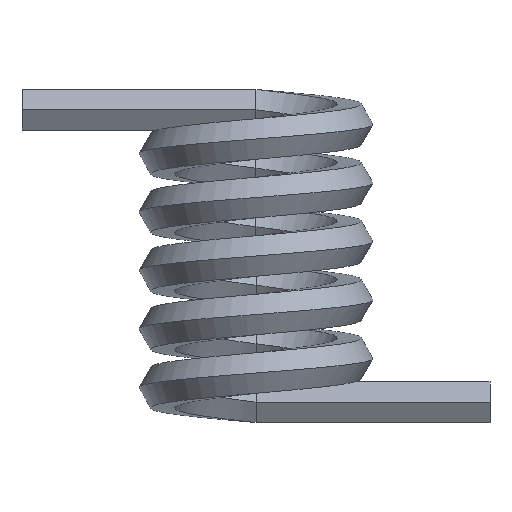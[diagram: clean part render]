
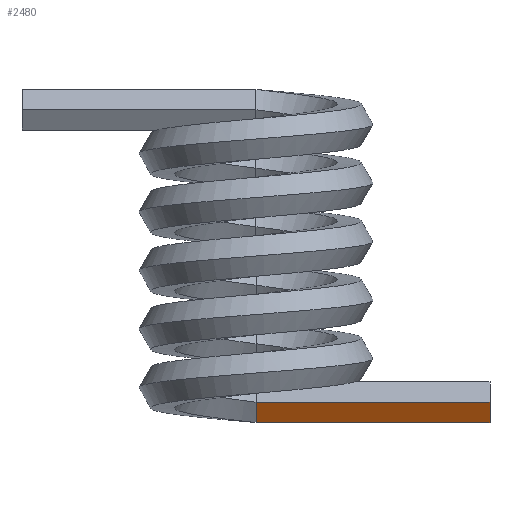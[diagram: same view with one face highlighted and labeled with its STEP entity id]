
A CAD part, left-side view. The second image highlights one B-rep face of the part: STEP entity #2480.
In plain terms, the highlighted planar face has unit normal (-0.866, 0, -0.5).
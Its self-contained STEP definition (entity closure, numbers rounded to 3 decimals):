
#665 = PLANE('',#666);
#666 = AXIS2_PLACEMENT_3D('',#667,#668,#669);
#667 = CARTESIAN_POINT('',(0.8,-2.,0.));
#668 = DIRECTION('',(0.,-1.,0.));
#669 = DIRECTION('',(0.,0.,1.));
#689 = PLANE('',#690);
#690 = AXIS2_PLACEMENT_3D('',#691,#692,#693);
#691 = CARTESIAN_POINT('',(0.7,0.,0.173));
#692 = DIRECTION('',(0.866,0.,-0.5));
#693 = DIRECTION('',(-0.5,0.,-0.866));
#707 = VERTEX_POINT('',#708);
#708 = CARTESIAN_POINT('',(0.6,0.,0.)
  );
#770 = B_SPLINE_SURFACE_WITH_KNOTS('',1,8,(
    (#771,#772,#773,#774,#775,#776,#777,#778,#779,#780,#781,#782,#783
      ,#784,#785,#786,#787,#788,#789,#790,#791,#792,#793,#794,#795,#796
      ,#797,#798,#799,#800)
    ,(#801,#802,#803,#804,#805,#806,#807,#808,#809,#810,#811,#812,#813
      ,#814,#815,#816,#817,#818,#819,#820,#821,#822,#823,#824,#825,#826
      ,#827,#828,#829,#830
  )),.UNSPECIFIED.,.F.,.F.,.F.,(2,2),(9,7,7,7,9),(0.,0.2),(0.,
    1.572,3.143,4.715,6.286),
  .UNSPECIFIED.);
#771 = CARTESIAN_POINT('',(0.6,0.,0.)
  );
#772 = CARTESIAN_POINT('',(0.6,0.118,
    0.016));
#773 = CARTESIAN_POINT('',(0.574,0.236,
    0.031));
#774 = CARTESIAN_POINT('',(0.521,0.347,
    0.047));
#775 = CARTESIAN_POINT('',(0.444,0.444,
    0.063));
#776 = CARTESIAN_POINT('',(0.347,0.521,
    0.078));
#777 = CARTESIAN_POINT('',(0.236,0.574,
    0.094));
#778 = CARTESIAN_POINT('',(0.118,0.6,0.109)
  );
#779 = CARTESIAN_POINT('',(-0.118,0.6,0.141
    ));
#780 = CARTESIAN_POINT('',(-0.236,0.574,0.156
    ));
#781 = CARTESIAN_POINT('',(-0.347,0.521,0.172
    ));
#782 = CARTESIAN_POINT('',(-0.444,0.444,0.187
    ));
#783 = CARTESIAN_POINT('',(-0.521,0.347,0.203
    ));
#784 = CARTESIAN_POINT('',(-0.574,0.236,0.219)
  );
#785 = CARTESIAN_POINT('',(-0.6,0.118,0.234
    ));
#786 = CARTESIAN_POINT('',(-0.6,-0.118,
    0.266));
#787 = CARTESIAN_POINT('',(-0.574,-0.236,
    0.281));
#788 = CARTESIAN_POINT('',(-0.521,-0.347,
    0.297));
#789 = CARTESIAN_POINT('',(-0.444,-0.444,
    0.313));
#790 = CARTESIAN_POINT('',(-0.347,-0.521,
    0.328));
#791 = CARTESIAN_POINT('',(-0.236,-0.574,
    0.344));
#792 = CARTESIAN_POINT('',(-0.118,-0.6,
    0.359));
#793 = CARTESIAN_POINT('',(0.118,-0.6,0.391
    ));
#794 = CARTESIAN_POINT('',(0.236,-0.574,0.406)
  );
#795 = CARTESIAN_POINT('',(0.347,-0.521,0.422)
  );
#796 = CARTESIAN_POINT('',(0.444,-0.444,0.437)
  );
#797 = CARTESIAN_POINT('',(0.521,-0.347,0.453
    ));
#798 = CARTESIAN_POINT('',(0.574,-0.236,0.469
    ));
#799 = CARTESIAN_POINT('',(0.6,-0.118,0.484
    ));
#800 = CARTESIAN_POINT('',(0.6,0.,0.5));
#801 = CARTESIAN_POINT('',(0.7,0.,-0.173));
#802 = CARTESIAN_POINT('',(0.7,0.137,-0.158)
  );
#803 = CARTESIAN_POINT('',(0.669,0.275,-0.142)
  );
#804 = CARTESIAN_POINT('',(0.607,0.404,-0.126
    ));
#805 = CARTESIAN_POINT('',(0.517,0.517,-0.111)
  );
#806 = CARTESIAN_POINT('',(0.404,0.607,
    -0.095));
#807 = CARTESIAN_POINT('',(0.275,0.669,
    -0.079));
#808 = CARTESIAN_POINT('',(0.137,0.7,
    -0.064));
#809 = CARTESIAN_POINT('',(-0.137,0.7,
    -0.033));
#810 = CARTESIAN_POINT('',(-0.275,0.669,
    -0.017));
#811 = CARTESIAN_POINT('',(-0.404,0.607,
    -0.001));
#812 = CARTESIAN_POINT('',(-0.517,0.517,
    0.014));
#813 = CARTESIAN_POINT('',(-0.607,0.404,
    0.03));
#814 = CARTESIAN_POINT('',(-0.669,0.275,
    0.046));
#815 = CARTESIAN_POINT('',(-0.7,0.137,
    0.061));
#816 = CARTESIAN_POINT('',(-0.7,-0.137,
    0.092));
#817 = CARTESIAN_POINT('',(-0.669,-0.275,
    0.108));
#818 = CARTESIAN_POINT('',(-0.607,-0.404,0.124
    ));
#819 = CARTESIAN_POINT('',(-0.517,-0.517,
    0.139));
#820 = CARTESIAN_POINT('',(-0.404,-0.607,0.155
    ));
#821 = CARTESIAN_POINT('',(-0.275,-0.669,
    0.171));
#822 = CARTESIAN_POINT('',(-0.137,-0.7,0.186
    ));
#823 = CARTESIAN_POINT('',(0.137,-0.7,0.217
    ));
#824 = CARTESIAN_POINT('',(0.275,-0.669,0.233
    ));
#825 = CARTESIAN_POINT('',(0.404,-0.607,0.249)
  );
#826 = CARTESIAN_POINT('',(0.517,-0.517,0.264)
  );
#827 = CARTESIAN_POINT('',(0.607,-0.404,0.28
    ));
#828 = CARTESIAN_POINT('',(0.669,-0.275,0.296)
  );
#829 = CARTESIAN_POINT('',(0.7,-0.137,0.311)
  );
#830 = CARTESIAN_POINT('',(0.7,0.,
    0.327));
#1500 = VERTEX_POINT('',#1501);
#1501 = CARTESIAN_POINT('',(0.6,-2.,0.));
#1522 = EDGE_CURVE('',#707,#1500,#1523,.T.);
#1523 = SURFACE_CURVE('',#1524,(#1528,#1535),.PCURVE_S1.);
#1524 = LINE('',#1525,#1526);
#1525 = CARTESIAN_POINT('',(0.6,0.,0.)
  );
#1526 = VECTOR('',#1527,1.);
#1527 = DIRECTION('',(0.,-1.,0.));
#1528 = PCURVE('',#689,#1529);
#1529 = DEFINITIONAL_REPRESENTATION('',(#1530),#1534);
#1530 = LINE('',#1531,#1532);
#1531 = CARTESIAN_POINT('',(0.2,0.));
#1532 = VECTOR('',#1533,1.);
#1533 = DIRECTION('',(0.,-1.));
#1534 = ( GEOMETRIC_REPRESENTATION_CONTEXT(2) 
PARAMETRIC_REPRESENTATION_CONTEXT() REPRESENTATION_CONTEXT('2D SPACE',''
  ) );
#1535 = PCURVE('',#1536,#1541);
#1536 = PLANE('',#1537);
#1537 = AXIS2_PLACEMENT_3D('',#1538,#1539,#1540);
#1538 = CARTESIAN_POINT('',(0.6,0.,0.));
#1539 = DIRECTION('',(0.866,0.,0.5));
#1540 = DIRECTION('',(0.5,0.,-0.866));
#1541 = DEFINITIONAL_REPRESENTATION('',(#1542),#1546);
#1542 = LINE('',#1543,#1544);
#1543 = CARTESIAN_POINT('',(0.,0.));
#1544 = VECTOR('',#1545,1.);
#1545 = DIRECTION('',(0.,-1.));
#1546 = ( GEOMETRIC_REPRESENTATION_CONTEXT(2) 
PARAMETRIC_REPRESENTATION_CONTEXT() REPRESENTATION_CONTEXT('2D SPACE',''
  ) );
#1554 = EDGE_CURVE('',#1500,#1555,#1557,.T.);
#1555 = VERTEX_POINT('',#1556);
#1556 = CARTESIAN_POINT('',(0.7,-2.,-0.173));
#1557 = SURFACE_CURVE('',#1558,(#1562,#1569),.PCURVE_S1.);
#1558 = LINE('',#1559,#1560);
#1559 = CARTESIAN_POINT('',(0.6,-2.,0.));
#1560 = VECTOR('',#1561,1.);
#1561 = DIRECTION('',(0.5,0.,-0.866));
#1562 = PCURVE('',#665,#1563);
#1563 = DEFINITIONAL_REPRESENTATION('',(#1564),#1568);
#1564 = LINE('',#1565,#1566);
#1565 = CARTESIAN_POINT('',(0.,0.2));
#1566 = VECTOR('',#1567,1.);
#1567 = DIRECTION('',(-0.866,-0.5));
#1568 = ( GEOMETRIC_REPRESENTATION_CONTEXT(2) 
PARAMETRIC_REPRESENTATION_CONTEXT() REPRESENTATION_CONTEXT('2D SPACE',''
  ) );
#1569 = PCURVE('',#1536,#1570);
#1570 = DEFINITIONAL_REPRESENTATION('',(#1571),#1575);
#1571 = LINE('',#1572,#1573);
#1572 = CARTESIAN_POINT('',(0.,-2.));
#1573 = VECTOR('',#1574,1.);
#1574 = DIRECTION('',(1.,0.));
#1575 = ( GEOMETRIC_REPRESENTATION_CONTEXT(2) 
PARAMETRIC_REPRESENTATION_CONTEXT() REPRESENTATION_CONTEXT('2D SPACE',''
  ) );
#1591 = SURFACE_OF_LINEAR_EXTRUSION('',#1592,#1595);
#1592 = B_SPLINE_CURVE_WITH_KNOTS('',1,(#1593,#1594),.UNSPECIFIED.,.F.,
  .F.,(2,2),(0.,0.2),.PIECEWISE_BEZIER_KNOTS.);
#1593 = CARTESIAN_POINT('',(0.7,0.,-0.173));
#1594 = CARTESIAN_POINT('',(0.9,0.,-0.173));
#1595 = VECTOR('',#1596,1.);
#1596 = DIRECTION('',(0.,1.,0.));
#1629 = EDGE_CURVE('',#707,#1630,#1632,.T.);
#1630 = VERTEX_POINT('',#1631);
#1631 = CARTESIAN_POINT('',(0.7,0.,-0.173));
#1632 = SURFACE_CURVE('',#1633,(#1637,#1643),.PCURVE_S1.);
#1633 = LINE('',#1634,#1635);
#1634 = CARTESIAN_POINT('',(0.6,0.,0.));
#1635 = VECTOR('',#1636,1.);
#1636 = DIRECTION('',(0.5,0.,-0.866));
#1637 = PCURVE('',#770,#1638);
#1638 = DEFINITIONAL_REPRESENTATION('',(#1639),#1642);
#1639 = B_SPLINE_CURVE_WITH_KNOTS('',1,(#1640,#1641),.UNSPECIFIED.,.F.,
  .F.,(2,2),(0.,0.2),.PIECEWISE_BEZIER_KNOTS.);
#1640 = CARTESIAN_POINT('',(0.,0.));
#1641 = CARTESIAN_POINT('',(0.2,0.));
#1642 = ( GEOMETRIC_REPRESENTATION_CONTEXT(2) 
PARAMETRIC_REPRESENTATION_CONTEXT() REPRESENTATION_CONTEXT('2D SPACE',''
  ) );
#1643 = PCURVE('',#1536,#1644);
#1644 = DEFINITIONAL_REPRESENTATION('',(#1645),#1649);
#1645 = LINE('',#1646,#1647);
#1646 = CARTESIAN_POINT('',(0.,0.));
#1647 = VECTOR('',#1648,1.);
#1648 = DIRECTION('',(1.,0.));
#1649 = ( GEOMETRIC_REPRESENTATION_CONTEXT(2) 
PARAMETRIC_REPRESENTATION_CONTEXT() REPRESENTATION_CONTEXT('2D SPACE',''
  ) );
#2480 = ADVANCED_FACE('',(#2481),#1536,.F.);
#2481 = FACE_BOUND('',#2482,.F.);
#2482 = EDGE_LOOP('',(#2483,#2484,#2485,#2505));
#2483 = ORIENTED_EDGE('',*,*,#1522,.T.);
#2484 = ORIENTED_EDGE('',*,*,#1554,.T.);
#2485 = ORIENTED_EDGE('',*,*,#2486,.F.);
#2486 = EDGE_CURVE('',#1630,#1555,#2487,.T.);
#2487 = SURFACE_CURVE('',#2488,(#2492,#2499),.PCURVE_S1.);
#2488 = LINE('',#2489,#2490);
#2489 = CARTESIAN_POINT('',(0.7,0.,-0.173));
#2490 = VECTOR('',#2491,1.);
#2491 = DIRECTION('',(0.,-1.,0.));
#2492 = PCURVE('',#1536,#2493);
#2493 = DEFINITIONAL_REPRESENTATION('',(#2494),#2498);
#2494 = LINE('',#2495,#2496);
#2495 = CARTESIAN_POINT('',(0.2,0.));
#2496 = VECTOR('',#2497,1.);
#2497 = DIRECTION('',(0.,-1.));
#2498 = ( GEOMETRIC_REPRESENTATION_CONTEXT(2) 
PARAMETRIC_REPRESENTATION_CONTEXT() REPRESENTATION_CONTEXT('2D SPACE',''
  ) );
#2499 = PCURVE('',#1591,#2500);
#2500 = DEFINITIONAL_REPRESENTATION('',(#2501),#2504);
#2501 = B_SPLINE_CURVE_WITH_KNOTS('',1,(#2502,#2503),.UNSPECIFIED.,.F.,
  .F.,(2,2),(0.,2.),.PIECEWISE_BEZIER_KNOTS.);
#2502 = CARTESIAN_POINT('',(0.,0.));
#2503 = CARTESIAN_POINT('',(0.,-2.));
#2504 = ( GEOMETRIC_REPRESENTATION_CONTEXT(2) 
PARAMETRIC_REPRESENTATION_CONTEXT() REPRESENTATION_CONTEXT('2D SPACE',''
  ) );
#2505 = ORIENTED_EDGE('',*,*,#1629,.F.);
